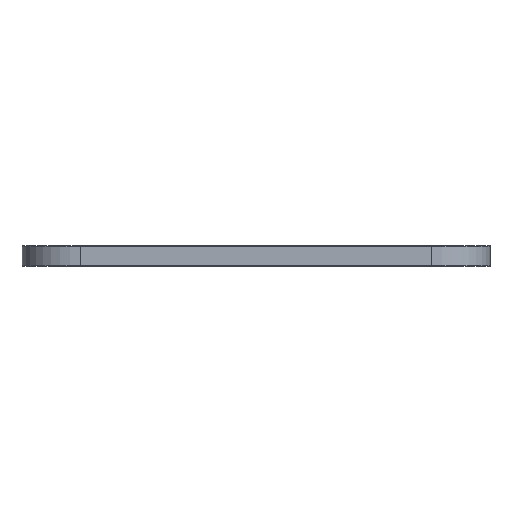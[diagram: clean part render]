
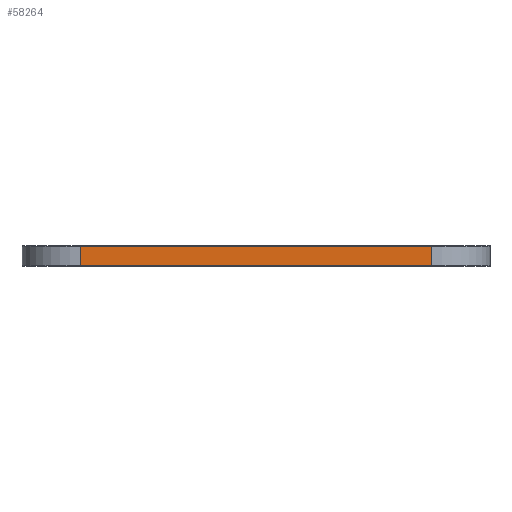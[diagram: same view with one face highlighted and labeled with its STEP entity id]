
A CAD part, left-side view. The second image highlights one B-rep face of the part: STEP entity #58264.
In plain terms, the highlighted planar face has unit normal (-1, 0, 0).
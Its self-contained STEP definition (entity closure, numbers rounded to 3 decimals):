
#57737 = VERTEX_POINT('',#57738);
#57738 = CARTESIAN_POINT('',(-35.75,21.,0.));
#57745 = EDGE_CURVE('',#57746,#57737,#57748,.T.);
#57746 = VERTEX_POINT('',#57747);
#57747 = CARTESIAN_POINT('',(-35.75,3.,0.));
#57748 = LINE('',#57749,#57750);
#57749 = CARTESIAN_POINT('',(-35.75,3.,0.));
#57750 = VECTOR('',#57751,1.);
#57751 = DIRECTION('',(0.,1.,0.));
#57987 = VERTEX_POINT('',#57988);
#57988 = CARTESIAN_POINT('',(-35.75,21.,1.));
#57995 = EDGE_CURVE('',#57996,#57987,#57998,.T.);
#57996 = VERTEX_POINT('',#57997);
#57997 = CARTESIAN_POINT('',(-35.75,3.,1.));
#57998 = LINE('',#57999,#58000);
#57999 = CARTESIAN_POINT('',(-35.75,3.,1.));
#58000 = VECTOR('',#58001,1.);
#58001 = DIRECTION('',(0.,1.,0.));
#58234 = EDGE_CURVE('',#57737,#57987,#58235,.T.);
#58235 = LINE('',#58236,#58237);
#58236 = CARTESIAN_POINT('',(-35.75,21.,0.));
#58237 = VECTOR('',#58238,1.);
#58238 = DIRECTION('',(0.,0.,1.));
#58264 = ADVANCED_FACE('',(#58265),#58276,.T.);
#58265 = FACE_BOUND('',#58266,.T.);
#58266 = EDGE_LOOP('',(#58267,#58273,#58274,#58275));
#58267 = ORIENTED_EDGE('',*,*,#58268,.T.);
#58268 = EDGE_CURVE('',#57746,#57996,#58269,.T.);
#58269 = LINE('',#58270,#58271);
#58270 = CARTESIAN_POINT('',(-35.75,3.,0.));
#58271 = VECTOR('',#58272,1.);
#58272 = DIRECTION('',(0.,0.,1.));
#58273 = ORIENTED_EDGE('',*,*,#57995,.T.);
#58274 = ORIENTED_EDGE('',*,*,#58234,.F.);
#58275 = ORIENTED_EDGE('',*,*,#57745,.F.);
#58276 = PLANE('',#58277);
#58277 = AXIS2_PLACEMENT_3D('',#58278,#58279,#58280);
#58278 = CARTESIAN_POINT('',(-35.75,3.,0.));
#58279 = DIRECTION('',(-1.,0.,0.));
#58280 = DIRECTION('',(0.,1.,0.));
